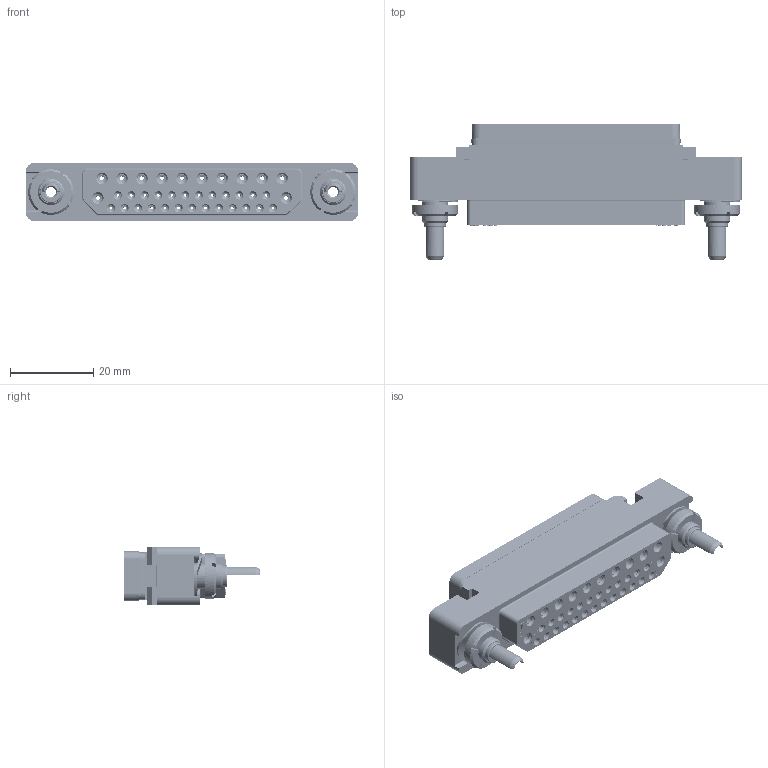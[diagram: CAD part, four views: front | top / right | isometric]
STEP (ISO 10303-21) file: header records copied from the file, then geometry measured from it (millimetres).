
FILE_DESCRIPTION((''),'2;1');
FILE_NAME('1900ND09S1B00A','2019-10-29T',('presta_be4'),(''),'CREO PARAMETRIC BY PTC INC, 2018360','CREO PARAMETRIC BY PTC INC, 2018360','');
FILE_SCHEMA(('CONFIG_CONTROL_DESIGN'));
Products named in the file (1): 1900ND09S1B00A
Bounding box: 80 x 32.65 x 14 mm (x, y, z)
Volume: 14147.8 mm3; surface area: 17874.9 mm2
Topology: 2 solids, 2 shells, 3746 faces, 8688 edges, 5194 vertices
Faces by surface type: plane 1160, cylinder 938, torus 866, cone 756, extrusion 26
Entity records: 111241 total; most frequent: CARTESIAN_POINT 22817, DIRECTION 20200, ORIENTED_EDGE 17368, EDGE_CURVE 8684, AXIS2_PLACEMENT_3D 7972, VERTEX_POINT 5194, VECTOR 4256, CIRCLE 4252
